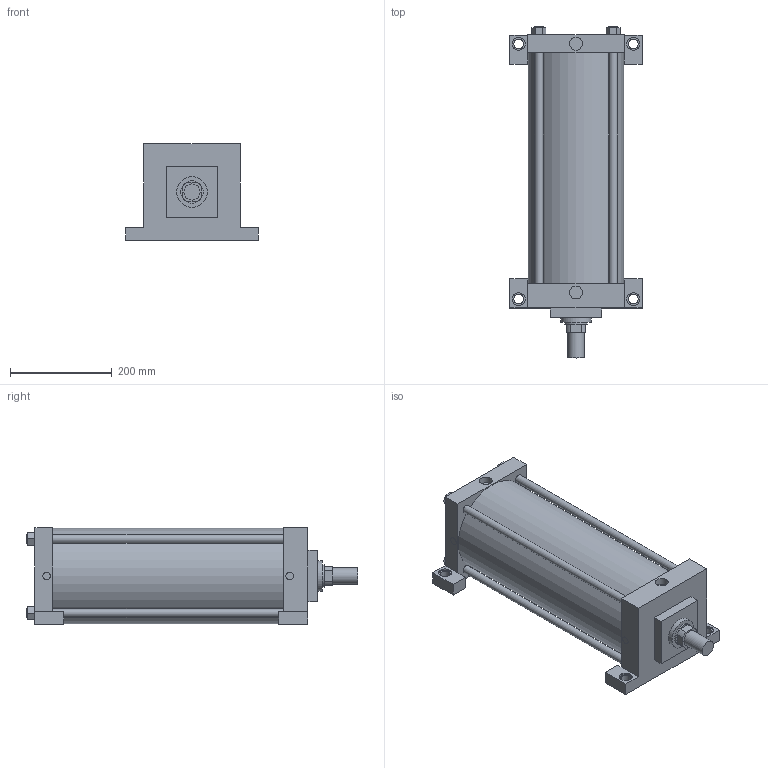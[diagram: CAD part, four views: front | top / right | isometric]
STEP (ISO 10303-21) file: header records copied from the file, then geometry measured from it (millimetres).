
FILE_DESCRIPTION((' Parasolid data model '),'2;1');
FILE_NAME('GSSL','1999-12-15T14:50:56+00:00',(' GSSL '),(' GSSL Pune '),'','GSSL Pune','Author');
FILE_SCHEMA(('CONFIG_CONTROL_DESIGN'));
Length unit declared in the file: millimetre
Bounding box: 260.35 x 652.46 x 190.5 mm (x, y, z)
Surface area: 564271.3 mm2 (no closed solid volume)
Topology: 0 solids, 5 shells, 117 faces, 292 edges, 204 vertices
Faces by surface type: plane 85, cylinder 32
Full cylindrical faces by diameter (mm): 15.081 x6, 15.875 x8, 19.05 x4, 25.118 x2, 25.4 x4, 31.75 x1, 44.45 x1, 60.325 x1, 187.325 x1
Entity records: 3369 total; most frequent: CARTESIAN_POINT 569, DIRECTION 539, ORIENTED_EDGE 473, EDGE_CURVE 264, VERTEX_POINT 204, LINE 191, VECTOR 191, EDGE_LOOP 190
